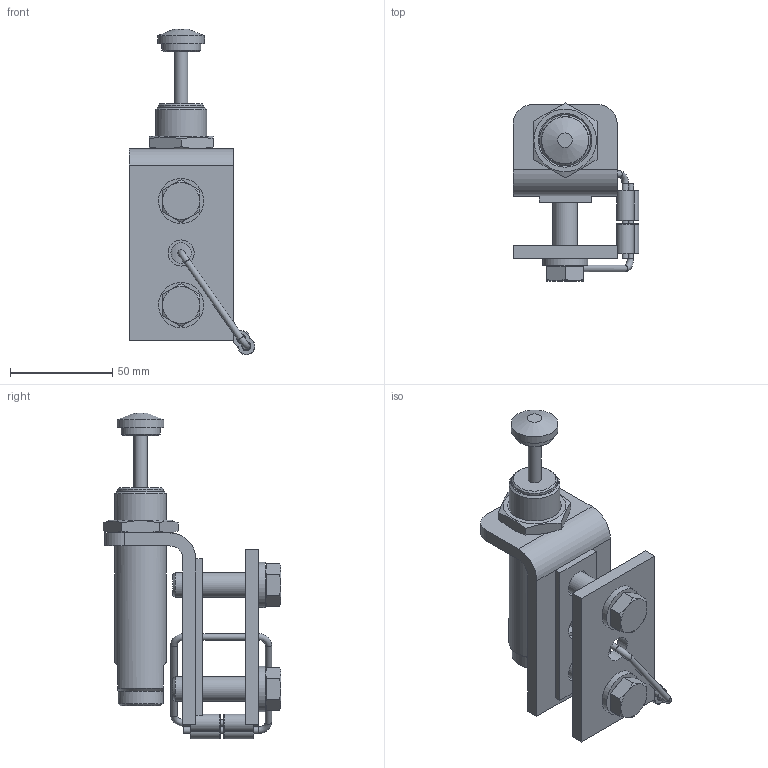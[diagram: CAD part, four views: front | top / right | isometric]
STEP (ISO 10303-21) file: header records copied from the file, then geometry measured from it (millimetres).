
FILE_DESCRIPTION((''),'2;1');
FILE_NAME('25185.stp','2011-03-08T08:07:18',('jholman'),(''),'Autodesk Inventor 2009','Autodesk Inventor 2009','');
FILE_SCHEMA(('AUTOMOTIVE_DESIGN { 1 0 10303 214 1 1 1 1 }'));
Length unit declared in the file: inch
Products named in the file (12): 3D11TBG4D; 3D11S5G4B; 3D11Q5G4B; 3D11L5G4B; 3D11M5G4A; 3D11N5G4B; 3D11O5G4A; 3D11P5G4B; Regular Helical Spring Lock Washer (Inch) 1/2; Hex Cap Screw - Metric M12 x 45; 3D11R5G4A; 3D11KKB4A
Assembly tree (14 placements, depth 5):
  3D11TBG4D
    3D11S5G4B
      3D11Q5G4B
        3D11L5G4B
        3D11M5G4A
        3D11N5G4B
          3D11O5G4A
          3D11P5G4B
        Regular Helical Spring Lock Washer (Inch) 1/2  x2
        Hex Cap Screw - Metric M12 x 45  x2
      3D11R5G4A
      3D11KKB4A  x2
Bounding box: 61.42 x 86.87 x 158.87 mm (x, y, z)
Volume: 143495.4 mm3; surface area: 50337.3 mm2
Topology: 11 solids, 11 shells, 189 faces, 405 edges, 250 vertices
Faces by surface type: plane 75, cylinder 42, torus 37, cone 25, bspline 10
Full cylindrical faces by diameter (mm): 3.175 x5, 6.378 x1, 12 x2, 12.7 x3, 13.494 x3, 16.6 x2, 19.05 x1, 21.971 x1, 22.225 x1, 22.86 x1, 23.343 x1, 24.93 x1
Entity records: 3980 total; most frequent: CARTESIAN_POINT 790, DIRECTION 663, ORIENTED_EDGE 496, AXIS2_PLACEMENT_3D 287, EDGE_CURVE 248, EDGE_LOOP 205, VERTEX_POINT 177, FACE_OUTER_BOUND 137
